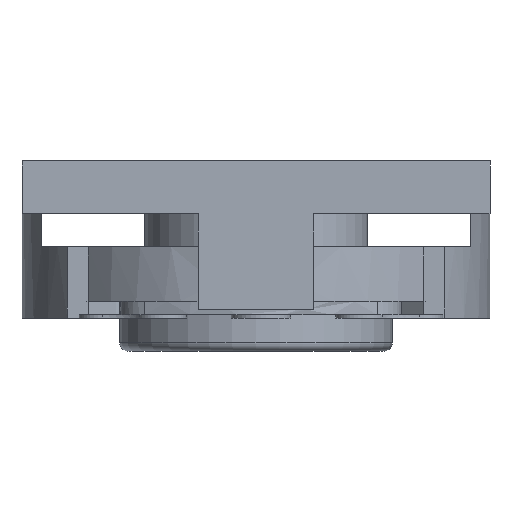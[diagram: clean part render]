
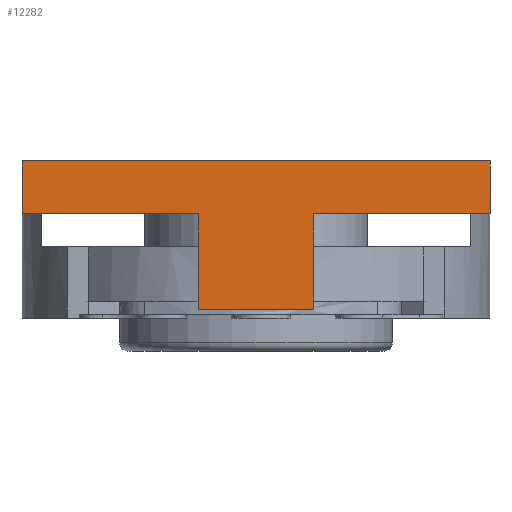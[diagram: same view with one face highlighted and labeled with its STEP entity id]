
A CAD part, left-side view. The second image highlights one B-rep face of the part: STEP entity #12282.
In plain terms, the highlighted planar face has unit normal (-1, 0, 0).
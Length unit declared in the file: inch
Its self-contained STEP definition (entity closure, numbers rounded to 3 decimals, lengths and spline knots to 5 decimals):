
#259 = CARTESIAN_POINT ( 'NONE',  ( -0.7874, 0.1378, 0.20079 ) ) ;
#288 = CARTESIAN_POINT ( 'NONE',  ( -0.7874, 0.55709, 0.32677 ) ) ;
#733 = ORIENTED_EDGE ( 'NONE', *, *, #14987, .F. ) ;
#1702 = EDGE_CURVE ( 'NONE', #12866, #20473, #5140, .T. ) ;
#2009 = VECTOR ( 'NONE', #17066, 39.37008 ) ;
#3040 = VECTOR ( 'NONE', #7997, 39.37008 ) ;
#3339 = DIRECTION ( 'NONE',  ( 0., 0., 1. ) ) ;
#3459 = FACE_OUTER_BOUND ( 'NONE', #12536, .T. ) ;
#3669 = CARTESIAN_POINT ( 'NONE',  ( -0.7874, -0.55709, 0.32677 ) ) ;
#3758 = EDGE_CURVE ( 'NONE', #20716, #12866, #3969, .T. ) ;
#3969 = LINE ( 'NONE', #5354, #2009 ) ;
#4164 = CARTESIAN_POINT ( 'NONE',  ( -0.7874, 0.55709, 0.32677 ) ) ;
#5140 = LINE ( 'NONE', #11469, #18199 ) ;
#5345 = ORIENTED_EDGE ( 'NONE', *, *, #1702, .T. ) ;
#5354 = CARTESIAN_POINT ( 'NONE',  ( -0.7874, -0.55709, 0.32677 ) ) ;
#5569 = EDGE_CURVE ( 'NONE', #17788, #19204, #20758, .T. ) ;
#6433 = DIRECTION ( 'NONE',  ( 1., 0., 0. ) ) ;
#6838 = LINE ( 'NONE', #11690, #12179 ) ;
#7363 = CARTESIAN_POINT ( 'NONE',  ( -0.7874, -0.1378, -0.02756 ) ) ;
#7997 = DIRECTION ( 'NONE',  ( 0., 0., 1. ) ) ;
#8177 = VERTEX_POINT ( 'NONE', #13777 ) ;
#8289 = EDGE_CURVE ( 'NONE', #8177, #16165, #12514, .T. ) ;
#8331 = VERTEX_POINT ( 'NONE', #18871 ) ;
#8443 = VECTOR ( 'NONE', #12276, 39.37008 ) ;
#9304 = CARTESIAN_POINT ( 'NONE',  ( -0.7874, -0.55709, 0.20079 ) ) ;
#9694 = CARTESIAN_POINT ( 'NONE',  ( -0.7874, 0.55709, 0.20079 ) ) ;
#9911 = PLANE ( 'NONE',  #12815 ) ;
#10451 = ORIENTED_EDGE ( 'NONE', *, *, #5569, .F. ) ;
#11469 = CARTESIAN_POINT ( 'NONE',  ( -0.7874, 0.55709, 0.32677 ) ) ;
#11690 = CARTESIAN_POINT ( 'NONE',  ( -0.7874, 0.1378, -0.02756 ) ) ;
#12179 = VECTOR ( 'NONE', #3339, 39.37008 ) ;
#12276 = DIRECTION ( 'NONE',  ( 0., 1., 0. ) ) ;
#12282 = ADVANCED_FACE ( 'NONE', ( #3459 ), #9911, .F. ) ;
#12365 = CARTESIAN_POINT ( 'NONE',  ( -0.7874, 0.55709, 0.20079 ) ) ;
#12401 = CARTESIAN_POINT ( 'NONE',  ( -0.7874, -0.1378, -0.02756 ) ) ;
#12514 = LINE ( 'NONE', #12401, #16895 ) ;
#12536 = EDGE_LOOP ( 'NONE', ( #733, #14472, #5345, #13923, #10451, #13816, #16616, #14005 ) ) ;
#12815 = AXIS2_PLACEMENT_3D ( 'NONE', #288, #6433, #13172 ) ;
#12866 = VERTEX_POINT ( 'NONE', #3669 ) ;
#13172 = DIRECTION ( 'NONE',  ( 0., 0., -1. ) ) ;
#13533 = CARTESIAN_POINT ( 'NONE',  ( -0.7874, 0.55709, 0.32677 ) ) ;
#13572 = EDGE_CURVE ( 'NONE', #19204, #20473, #16434, .T. ) ;
#13777 = CARTESIAN_POINT ( 'NONE',  ( -0.7874, -0.1378, -0.02756 ) ) ;
#13816 = ORIENTED_EDGE ( 'NONE', *, *, #19689, .F. ) ;
#13923 = ORIENTED_EDGE ( 'NONE', *, *, #13572, .F. ) ;
#14005 = ORIENTED_EDGE ( 'NONE', *, *, #15393, .T. ) ;
#14472 = ORIENTED_EDGE ( 'NONE', *, *, #3758, .T. ) ;
#14953 = DIRECTION ( 'NONE',  ( 0., 1., 0. ) ) ;
#14987 = EDGE_CURVE ( 'NONE', #20716, #8331, #20325, .T. ) ;
#15393 = EDGE_CURVE ( 'NONE', #8177, #8331, #15915, .T. ) ;
#15470 = DIRECTION ( 'NONE',  ( 0., 1., 0. ) ) ;
#15915 = LINE ( 'NONE', #7363, #3040 ) ;
#16165 = VERTEX_POINT ( 'NONE', #17135 ) ;
#16434 = LINE ( 'NONE', #4164, #18912 ) ;
#16616 = ORIENTED_EDGE ( 'NONE', *, *, #8289, .F. ) ;
#16895 = VECTOR ( 'NONE', #15470, 39.37008 ) ;
#17066 = DIRECTION ( 'NONE',  ( 0., 0., 1. ) ) ;
#17135 = CARTESIAN_POINT ( 'NONE',  ( -0.7874, 0.1378, -0.02756 ) ) ;
#17788 = VERTEX_POINT ( 'NONE', #259 ) ;
#18199 = VECTOR ( 'NONE', #14953, 39.37008 ) ;
#18847 = CARTESIAN_POINT ( 'NONE',  ( -0.7874, 0.55709, 0.20079 ) ) ;
#18871 = CARTESIAN_POINT ( 'NONE',  ( -0.7874, -0.1378, 0.20079 ) ) ;
#18912 = VECTOR ( 'NONE', #20140, 39.37008 ) ;
#19204 = VERTEX_POINT ( 'NONE', #9694 ) ;
#19266 = VECTOR ( 'NONE', #20424, 39.37008 ) ;
#19689 = EDGE_CURVE ( 'NONE', #16165, #17788, #6838, .T. ) ;
#20140 = DIRECTION ( 'NONE',  ( 0., 0., 1. ) ) ;
#20325 = LINE ( 'NONE', #12365, #19266 ) ;
#20424 = DIRECTION ( 'NONE',  ( 0., 1., 0. ) ) ;
#20473 = VERTEX_POINT ( 'NONE', #13533 ) ;
#20716 = VERTEX_POINT ( 'NONE', #9304 ) ;
#20758 = LINE ( 'NONE', #18847, #8443 ) ;
